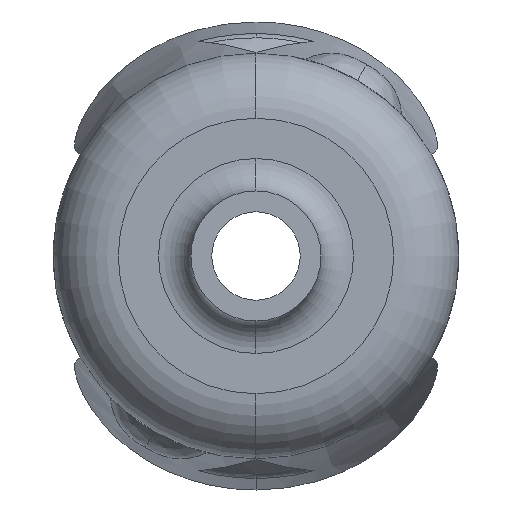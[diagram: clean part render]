
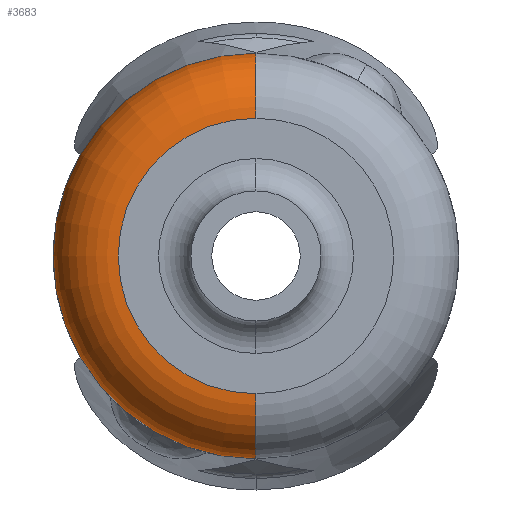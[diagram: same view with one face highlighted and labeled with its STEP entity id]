
A CAD part, left-side view. The second image highlights one B-rep face of the part: STEP entity #3683.
In plain terms, the highlighted toroidal (fillet/blend) face has major radius 2.692 mm and minor radius 1.27 mm.
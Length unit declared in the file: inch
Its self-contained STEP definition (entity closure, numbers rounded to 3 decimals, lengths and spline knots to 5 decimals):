
#149 = CARTESIAN_POINT ( 'NONE',  ( 0., 0., 0.106 ) ) ;
#258 = FACE_OUTER_BOUND ( 'NONE', #4234, .T. ) ;
#519 = ORIENTED_EDGE ( 'NONE', *, *, #1519, .F. ) ;
#564 = ORIENTED_EDGE ( 'NONE', *, *, #931, .F. ) ;
#668 = AXIS2_PLACEMENT_3D ( 'NONE', #1093, #2576, #4061 ) ;
#931 = EDGE_CURVE ( 'NONE', #2813, #4566, #3323, .T. ) ;
#1030 = VERTEX_POINT ( 'NONE', #2822 ) ;
#1093 = CARTESIAN_POINT ( 'NONE',  ( -0.05, 0., 0. ) ) ;
#1224 = AXIS2_PLACEMENT_3D ( 'NONE', #149, #1655, #3136 ) ;
#1255 = CARTESIAN_POINT ( 'NONE',  ( 0., 0., 0. ) ) ;
#1391 = CIRCLE ( 'NONE', #4104, 0.05 ) ;
#1392 = DIRECTION ( 'NONE',  ( -1., 0., 0. ) ) ;
#1519 = EDGE_CURVE ( 'NONE', #4566, #1030, #2765, .T. ) ;
#1568 = CARTESIAN_POINT ( 'NONE',  ( 0., 0., 0.156 ) ) ;
#1655 = DIRECTION ( 'NONE',  ( 0., -1., 0. ) ) ;
#1778 = CARTESIAN_POINT ( 'NONE',  ( 0., 0., -0.106 ) ) ;
#1929 = ORIENTED_EDGE ( 'NONE', *, *, #2589, .T. ) ;
#2287 = ORIENTED_EDGE ( 'NONE', *, *, #4752, .T. ) ;
#2383 = AXIS2_PLACEMENT_3D ( 'NONE', #4736, #1392, #2878 ) ;
#2576 = DIRECTION ( 'NONE',  ( -1., 0., 0. ) ) ;
#2589 = EDGE_CURVE ( 'NONE', #2813, #2728, #4156, .T. ) ;
#2671 = AXIS2_PLACEMENT_3D ( 'NONE', #1255, #2738, #4237 ) ;
#2728 = VERTEX_POINT ( 'NONE', #3991 ) ;
#2738 = DIRECTION ( 'NONE',  ( -1., 0., 0. ) ) ;
#2765 = CIRCLE ( 'NONE', #668, 0.106 ) ;
#2813 = VERTEX_POINT ( 'NONE', #1568 ) ;
#2822 = CARTESIAN_POINT ( 'NONE',  ( -0.05, 0., -0.106 ) ) ;
#2878 = DIRECTION ( 'NONE',  ( 0., 0., 1. ) ) ;
#3136 = DIRECTION ( 'NONE',  ( 0., 0., -1. ) ) ;
#3259 = DIRECTION ( 'NONE',  ( 0., 1., 0. ) ) ;
#3323 = CIRCLE ( 'NONE', #1224, 0.05 ) ;
#3572 = CARTESIAN_POINT ( 'NONE',  ( -0.05, 0., 0.106 ) ) ;
#3683 = ADVANCED_FACE ( 'NONE', ( #258 ), #4484, .T. ) ;
#3991 = CARTESIAN_POINT ( 'NONE',  ( 0., 0., -0.156 ) ) ;
#4061 = DIRECTION ( 'NONE',  ( 0., 0., 1. ) ) ;
#4104 = AXIS2_PLACEMENT_3D ( 'NONE', #1778, #3259, #4756 ) ;
#4156 = CIRCLE ( 'NONE', #2671, 0.156 ) ;
#4234 = EDGE_LOOP ( 'NONE', ( #1929, #2287, #519, #564 ) ) ;
#4237 = DIRECTION ( 'NONE',  ( 0., 0., 1. ) ) ;
#4484 = TOROIDAL_SURFACE ( 'NONE', #2383, 0.106, 0.05 ) ;
#4566 = VERTEX_POINT ( 'NONE', #3572 ) ;
#4736 = CARTESIAN_POINT ( 'NONE',  ( 0., 0., 0. ) ) ;
#4752 = EDGE_CURVE ( 'NONE', #2728, #1030, #1391, .T. ) ;
#4756 = DIRECTION ( 'NONE',  ( 0., 0., 1. ) ) ;
